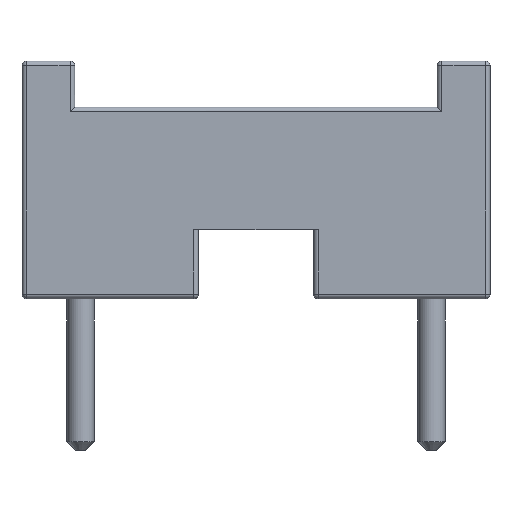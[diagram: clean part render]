
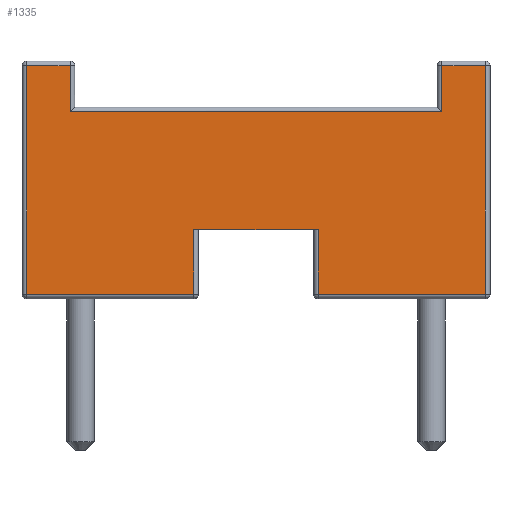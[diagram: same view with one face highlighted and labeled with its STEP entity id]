
A CAD part, top view. The second image highlights one B-rep face of the part: STEP entity #1335.
In plain terms, the highlighted planar face has unit normal (0, 0, 1).
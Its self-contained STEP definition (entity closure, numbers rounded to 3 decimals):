
#70=PLANE('',#1492);
#177=FACE_OUTER_BOUND('',#268,.T.);
#268=EDGE_LOOP('',(#1202,#1203,#1204,#1205,#1206,#1207,#1208,#1209,#1210,
#1211,#1212,#1213));
#294=LINE('',#2029,#407);
#314=LINE('',#2089,#427);
#315=LINE('',#2095,#428);
#316=LINE('',#2102,#429);
#319=LINE('',#2129,#432);
#321=LINE('',#2139,#434);
#324=LINE('',#2143,#437);
#327=LINE('',#2148,#440);
#332=LINE('',#2157,#445);
#336=LINE('',#2164,#449);
#337=LINE('',#2166,#450);
#338=LINE('',#2168,#451);
#407=VECTOR('',#1620,10.);
#427=VECTOR('',#1686,10.);
#428=VECTOR('',#1695,10.);
#429=VECTOR('',#1704,10.);
#432=VECTOR('',#1737,10.);
#434=VECTOR('',#1749,10.);
#437=VECTOR('',#1754,10.);
#440=VECTOR('',#1761,10.);
#445=VECTOR('',#1770,10.);
#449=VECTOR('',#1780,10.);
#450=VECTOR('',#1783,10.);
#451=VECTOR('',#1786,10.);
#592=VERTEX_POINT('',#2026);
#593=VERTEX_POINT('',#2028);
#609=VERTEX_POINT('',#2081);
#610=VERTEX_POINT('',#2085);
#611=VERTEX_POINT('',#2091);
#612=VERTEX_POINT('',#2097);
#613=VERTEX_POINT('',#2101);
#616=VERTEX_POINT('',#2108);
#619=VERTEX_POINT('',#2115);
#621=VERTEX_POINT('',#2120);
#625=VERTEX_POINT('',#2135);
#627=VERTEX_POINT('',#2156);
#719=EDGE_CURVE('',#593,#592,#294,.T.);
#749=EDGE_CURVE('',#610,#609,#314,.T.);
#752=EDGE_CURVE('',#611,#610,#315,.T.);
#755=EDGE_CURVE('',#613,#612,#316,.T.);
#768=EDGE_CURVE('',#593,#621,#319,.T.);
#773=EDGE_CURVE('',#621,#625,#321,.T.);
#776=EDGE_CURVE('',#625,#619,#324,.T.);
#779=EDGE_CURVE('',#619,#616,#327,.T.);
#784=EDGE_CURVE('',#616,#627,#332,.T.);
#789=EDGE_CURVE('',#627,#613,#336,.T.);
#790=EDGE_CURVE('',#612,#611,#337,.T.);
#791=EDGE_CURVE('',#609,#592,#338,.T.);
#1202=ORIENTED_EDGE('',*,*,#719,.T.);
#1203=ORIENTED_EDGE('',*,*,#791,.F.);
#1204=ORIENTED_EDGE('',*,*,#749,.F.);
#1205=ORIENTED_EDGE('',*,*,#752,.F.);
#1206=ORIENTED_EDGE('',*,*,#790,.F.);
#1207=ORIENTED_EDGE('',*,*,#755,.F.);
#1208=ORIENTED_EDGE('',*,*,#789,.F.);
#1209=ORIENTED_EDGE('',*,*,#784,.F.);
#1210=ORIENTED_EDGE('',*,*,#779,.F.);
#1211=ORIENTED_EDGE('',*,*,#776,.F.);
#1212=ORIENTED_EDGE('',*,*,#773,.F.);
#1213=ORIENTED_EDGE('',*,*,#768,.F.);
#1335=ADVANCED_FACE('',(#177),#70,.T.);
#1492=AXIS2_PLACEMENT_3D('',#2292,#1916,#1917);
#1620=DIRECTION('',(1.,0.,0.));
#1686=DIRECTION('',(-1.,0.,0.));
#1695=DIRECTION('',(0.,-1.,0.));
#1704=DIRECTION('',(0.,1.,0.));
#1737=DIRECTION('',(0.,-1.,0.));
#1749=DIRECTION('',(-1.,0.,0.));
#1754=DIRECTION('',(0.,1.,0.));
#1761=DIRECTION('',(1.,0.,0.));
#1770=DIRECTION('',(0.,-1.,0.));
#1780=DIRECTION('',(1.,0.,0.));
#1783=DIRECTION('',(1.,0.,0.));
#1786=DIRECTION('',(0.,1.,0.));
#1916=DIRECTION('center_axis',(0.,0.,1.));
#1917=DIRECTION('ref_axis',(1.,0.,0.));
#2026=CARTESIAN_POINT('',(1.35,1.5,0.));
#2028=CARTESIAN_POINT('',(-1.35,1.5,0.));
#2029=CARTESIAN_POINT('',(1.27,1.5,0.));
#2081=CARTESIAN_POINT('',(1.35,0.1,0.));
#2085=CARTESIAN_POINT('',(4.98,0.1,0.));
#2089=CARTESIAN_POINT('',(3.81,0.1,0.));
#2091=CARTESIAN_POINT('',(4.98,5.06,0.));
#2095=CARTESIAN_POINT('',(4.98,3.87,0.));
#2097=CARTESIAN_POINT('',(4.035,5.06,0.));
#2101=CARTESIAN_POINT('',(4.035,4.06,0.));
#2102=CARTESIAN_POINT('',(4.035,3.87,0.));
#2108=CARTESIAN_POINT('',(-4.035,5.06,0.));
#2115=CARTESIAN_POINT('',(-4.98,5.06,0.));
#2120=CARTESIAN_POINT('',(-1.35,0.1,0.));
#2129=CARTESIAN_POINT('',(-1.35,1.29,0.));
#2135=CARTESIAN_POINT('',(-4.98,0.1,0.));
#2139=CARTESIAN_POINT('',(3.81,0.1,0.));
#2143=CARTESIAN_POINT('',(-4.98,3.87,0.));
#2148=CARTESIAN_POINT('',(1.27,5.06,0.));
#2156=CARTESIAN_POINT('',(-4.035,4.06,0.));
#2157=CARTESIAN_POINT('',(-4.035,3.87,0.));
#2164=CARTESIAN_POINT('',(1.27,4.06,0.));
#2166=CARTESIAN_POINT('',(1.27,5.06,0.));
#2168=CARTESIAN_POINT('',(1.35,1.29,0.));
#2292=CARTESIAN_POINT('Origin',(2.54,2.58,0.));
